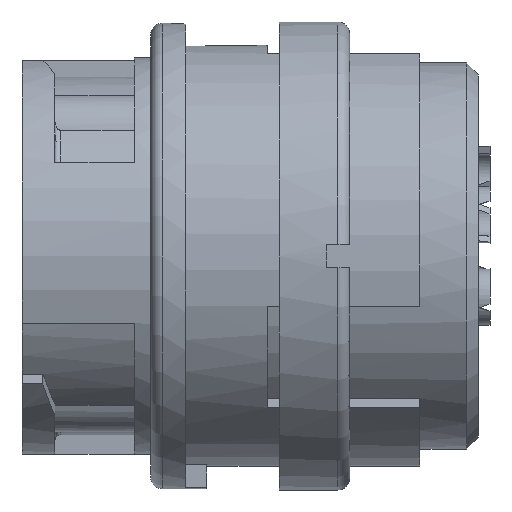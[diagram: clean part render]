
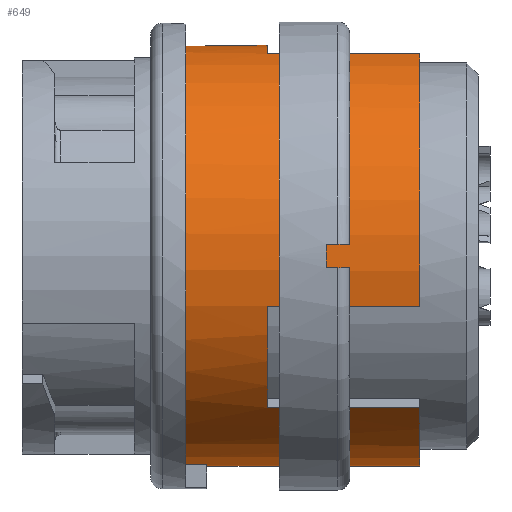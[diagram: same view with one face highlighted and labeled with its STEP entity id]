
A CAD part, front view. The second image highlights one B-rep face of the part: STEP entity #649.
In plain terms, the highlighted cylindrical face has radius 9 mm (diameter 18 mm), a full revolution.
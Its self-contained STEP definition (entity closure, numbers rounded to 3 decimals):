
#649=ADVANCED_FACE('',(#1744,#1745),#971,.T.);
#971=CYLINDRICAL_SURFACE('',#5982,9.);
#1090=LINE('',#9446,#1408);
#1092=LINE('',#9450,#1410);
#1098=LINE('',#9467,#1416);
#1100=LINE('',#9471,#1418);
#1120=LINE('',#9563,#1438);
#1121=LINE('',#9567,#1439);
#1122=LINE('',#9568,#1440);
#1123=LINE('',#9572,#1441);
#1408=VECTOR('',#6725,1.);
#1410=VECTOR('',#6729,1.);
#1416=VECTOR('',#6743,1.);
#1418=VECTOR('',#6747,1.);
#1438=VECTOR('',#6833,1.);
#1439=VECTOR('',#6836,1.);
#1440=VECTOR('',#6837,1.);
#1441=VECTOR('',#6840,1.);
#1744=FACE_BOUND('',#1879,.T.);
#1745=FACE_BOUND('',#1880,.T.);
#1879=EDGE_LOOP('',(#2963,#2964,#2965,#2966));
#1880=EDGE_LOOP('',(#2967,#2968,#2969,#2970,#2971,#2972,#2973,#2974,#2975,
#2976,#2977,#2978));
#2308=CIRCLE('',#5939,9.);
#2310=CIRCLE('',#5944,9.);
#2312=CIRCLE('',#5949,9.);
#2314=CIRCLE('',#5952,9.);
#2316=CIRCLE('',#5955,9.);
#2317=CIRCLE('',#5957,9.);
#2333=CIRCLE('',#5980,9.);
#2334=CIRCLE('',#5981,9.);
#2963=ORIENTED_EDGE('',*,*,#5167,.F.);
#2964=ORIENTED_EDGE('',*,*,#5168,.T.);
#2965=ORIENTED_EDGE('',*,*,#5169,.T.);
#2966=ORIENTED_EDGE('',*,*,#5126,.T.);
#2967=ORIENTED_EDGE('',*,*,#5120,.F.);
#2968=ORIENTED_EDGE('',*,*,#5129,.F.);
#2969=ORIENTED_EDGE('',*,*,#5112,.F.);
#2970=ORIENTED_EDGE('',*,*,#5106,.F.);
#2971=ORIENTED_EDGE('',*,*,#5110,.F.);
#2972=ORIENTED_EDGE('',*,*,#5132,.F.);
#2973=ORIENTED_EDGE('',*,*,#5170,.F.);
#2974=ORIENTED_EDGE('',*,*,#5171,.F.);
#2975=ORIENTED_EDGE('',*,*,#5172,.F.);
#2976=ORIENTED_EDGE('',*,*,#5133,.F.);
#2977=ORIENTED_EDGE('',*,*,#5122,.F.);
#2978=ORIENTED_EDGE('',*,*,#5116,.F.);
#4545=VERTEX_POINT('',#9437);
#4546=VERTEX_POINT('',#9439);
#4548=VERTEX_POINT('',#9445);
#4550=VERTEX_POINT('',#9451);
#4553=VERTEX_POINT('',#9458);
#4554=VERTEX_POINT('',#9460);
#4556=VERTEX_POINT('',#9466);
#4558=VERTEX_POINT('',#9472);
#4561=VERTEX_POINT('',#9479);
#4562=VERTEX_POINT('',#9481);
#4564=VERTEX_POINT('',#9490);
#4565=VERTEX_POINT('',#9494);
#4597=VERTEX_POINT('',#9564);
#4598=VERTEX_POINT('',#9566);
#4599=VERTEX_POINT('',#9569);
#4600=VERTEX_POINT('',#9571);
#5106=EDGE_CURVE('',#4545,#4546,#2308,.T.);
#5110=EDGE_CURVE('',#4548,#4545,#1090,.T.);
#5112=EDGE_CURVE('',#4546,#4550,#1092,.T.);
#5116=EDGE_CURVE('',#4553,#4554,#2310,.T.);
#5120=EDGE_CURVE('',#4556,#4553,#1098,.T.);
#5122=EDGE_CURVE('',#4554,#4558,#1100,.T.);
#5126=EDGE_CURVE('',#4562,#4561,#2312,.T.);
#5129=EDGE_CURVE('',#4550,#4556,#2314,.T.);
#5132=EDGE_CURVE('',#4564,#4548,#2316,.T.);
#5133=EDGE_CURVE('',#4558,#4565,#2317,.T.);
#5167=EDGE_CURVE('',#4597,#4561,#1120,.T.);
#5168=EDGE_CURVE('',#4597,#4598,#2333,.T.);
#5169=EDGE_CURVE('',#4598,#4562,#1121,.T.);
#5170=EDGE_CURVE('',#4599,#4564,#1122,.T.);
#5171=EDGE_CURVE('',#4600,#4599,#2334,.T.);
#5172=EDGE_CURVE('',#4565,#4600,#1123,.T.);
#5939=AXIS2_PLACEMENT_3D('',#9438,#6718,#6719);
#5944=AXIS2_PLACEMENT_3D('',#9459,#6736,#6737);
#5949=AXIS2_PLACEMENT_3D('',#9480,#6754,#6755);
#5952=AXIS2_PLACEMENT_3D('',#9485,#6761,#6762);
#5955=AXIS2_PLACEMENT_3D('',#9491,#6768,#6769);
#5957=AXIS2_PLACEMENT_3D('',#9493,#6772,#6773);
#5980=AXIS2_PLACEMENT_3D('',#9565,#6834,#6835);
#5981=AXIS2_PLACEMENT_3D('',#9570,#6838,#6839);
#5982=AXIS2_PLACEMENT_3D('',#9573,#6841,#6842);
#6718=DIRECTION('',(1.,0.,0.));
#6719=DIRECTION('',(0.,0.,1.));
#6725=DIRECTION('',(-1.,0.,0.));
#6729=DIRECTION('',(1.,0.,0.));
#6736=DIRECTION('',(1.,0.,0.));
#6737=DIRECTION('',(0.,0.,1.));
#6743=DIRECTION('',(-1.,0.,0.));
#6747=DIRECTION('',(1.,0.,0.));
#6754=DIRECTION('',(1.,0.,0.));
#6755=DIRECTION('',(0.,0.,-1.));
#6761=DIRECTION('',(1.,0.,0.));
#6762=DIRECTION('',(0.,0.,-1.));
#6768=DIRECTION('',(1.,0.,0.));
#6769=DIRECTION('',(0.,0.,-1.));
#6772=DIRECTION('',(1.,0.,0.));
#6773=DIRECTION('',(0.,0.,-1.));
#6833=DIRECTION('',(-1.,0.,0.));
#6834=DIRECTION('',(1.,0.,0.));
#6835=DIRECTION('',(0.,1.,0.));
#6836=DIRECTION('',(-1.,0.,0.));
#6837=DIRECTION('',(1.,0.,0.));
#6838=DIRECTION('',(1.,0.,0.));
#6839=DIRECTION('',(0.,0.,1.));
#6840=DIRECTION('',(-1.,0.,0.));
#6841=DIRECTION('',(1.,0.,0.));
#6842=DIRECTION('',(0.,0.,-1.));
#9437=CARTESIAN_POINT('',(10.5,-8.737,-2.158));
#9438=CARTESIAN_POINT('',(10.5,0.,0.));
#9439=CARTESIAN_POINT('',(10.5,-6.237,-6.488));
#9445=CARTESIAN_POINT('',(17.,-8.737,-2.158));
#9446=CARTESIAN_POINT('',(12.,-8.737,-2.158));
#9450=CARTESIAN_POINT('',(12.,-6.237,-6.488));
#9451=CARTESIAN_POINT('',(17.,-6.237,-6.488));
#9458=CARTESIAN_POINT('',(10.5,6.237,-6.488));
#9459=CARTESIAN_POINT('',(10.5,0.,0.));
#9460=CARTESIAN_POINT('',(10.5,8.737,-2.158));
#9466=CARTESIAN_POINT('',(17.,6.237,-6.488));
#9467=CARTESIAN_POINT('',(12.,6.237,-6.488));
#9471=CARTESIAN_POINT('',(12.,8.737,-2.158));
#9472=CARTESIAN_POINT('',(17.,8.737,-2.158));
#9479=CARTESIAN_POINT('',(7.,-1.15,-8.926));
#9480=CARTESIAN_POINT('',(7.,0.,0.));
#9481=CARTESIAN_POINT('',(7.,1.15,-8.926));
#9485=CARTESIAN_POINT('',(17.,0.,0.));
#9490=CARTESIAN_POINT('',(17.,-2.5,8.646));
#9491=CARTESIAN_POINT('',(17.,0.,0.));
#9493=CARTESIAN_POINT('',(17.,0.,0.));
#9494=CARTESIAN_POINT('',(17.,2.5,8.646));
#9563=CARTESIAN_POINT('',(7.9,-1.15,-8.926));
#9564=CARTESIAN_POINT('',(7.9,-1.15,-8.926));
#9565=CARTESIAN_POINT('',(7.9,0.,0.));
#9566=CARTESIAN_POINT('',(7.9,1.15,-8.926));
#9567=CARTESIAN_POINT('',(7.9,1.15,-8.926));
#9568=CARTESIAN_POINT('',(12.,-2.5,8.646));
#9569=CARTESIAN_POINT('',(10.5,-2.5,8.646));
#9570=CARTESIAN_POINT('',(10.5,0.,0.));
#9571=CARTESIAN_POINT('',(10.5,2.5,8.646));
#9572=CARTESIAN_POINT('',(12.,2.5,8.646));
#9573=CARTESIAN_POINT('',(12.,0.,0.));
